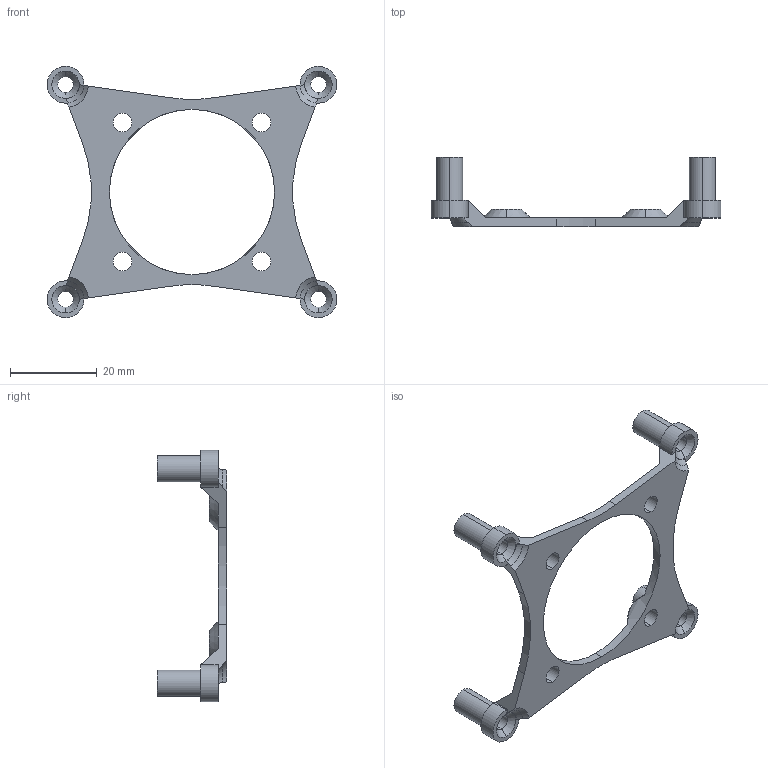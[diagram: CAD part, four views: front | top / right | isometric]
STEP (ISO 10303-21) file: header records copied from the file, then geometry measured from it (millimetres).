
FILE_DESCRIPTION (( 'STEP AP203' ), '1' );
FILE_NAME ('pi fan.STEP', '2024-09-28T20:50:24', ( '' ), ( '' ), 'SwSTEP 2.0', 'SolidWorks 2022', '' );
FILE_SCHEMA (( 'CONFIG_CONTROL_DESIGN' ));
Length unit declared in the file: millimetre
Products named in the file (1): pi fan
Bounding box: 66.7 x 16 x 57.9 mm (x, y, z)
Volume: 4274.4 mm3; surface area: 5379.2 mm2
Topology: 1 solids, 1 shells, 97 faces, 257 edges, 166 vertices
Faces by surface type: cylinder 43, cone 28, plane 26
Entity records: 3288 total; most frequent: CARTESIAN_POINT 691, DIRECTION 563, ORIENTED_EDGE 514, EDGE_CURVE 257, AXIS2_PLACEMENT_3D 236, VERTEX_POINT 166, CIRCLE 138, EDGE_LOOP 119
